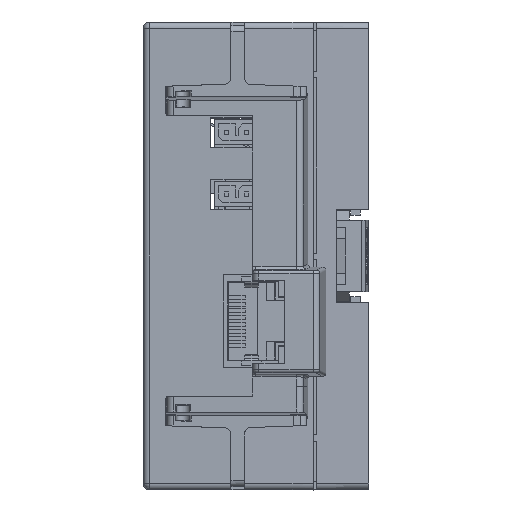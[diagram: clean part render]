
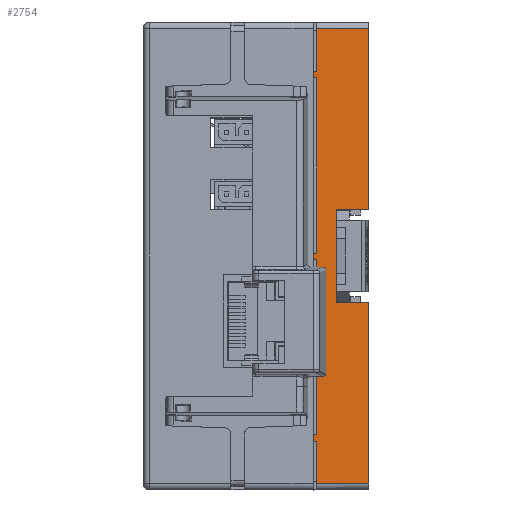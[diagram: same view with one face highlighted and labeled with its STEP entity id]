
A CAD part, left-side view. The second image highlights one B-rep face of the part: STEP entity #2754.
In plain terms, the highlighted planar face has unit normal (-1, -0.009, 0).
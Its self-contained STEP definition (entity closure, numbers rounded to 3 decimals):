
#1488=FACE_OUTER_BOUND('',#4695,.T.);
#2754=ADVANCED_FACE('',(#1488),#3637,.T.);
#3637=PLANE('',#25489);
#4695=EDGE_LOOP('',(#8293,#8294,#8295,#8296,#8297,#8298,#8299,#8300,#8301,
#8302,#8303,#8304,#8305,#8306,#8307,#8308,#8309,#8310,#8311,#8312));
#8293=ORIENTED_EDGE('',*,*,#16363,.T.);
#8294=ORIENTED_EDGE('',*,*,#16364,.T.);
#8295=ORIENTED_EDGE('',*,*,#16365,.T.);
#8296=ORIENTED_EDGE('',*,*,#16366,.T.);
#8297=ORIENTED_EDGE('',*,*,#16367,.F.);
#8298=ORIENTED_EDGE('',*,*,#16368,.F.);
#8299=ORIENTED_EDGE('',*,*,#16320,.T.);
#8300=ORIENTED_EDGE('',*,*,#16369,.T.);
#8301=ORIENTED_EDGE('',*,*,#15422,.T.);
#8302=ORIENTED_EDGE('',*,*,#16370,.T.);
#8303=ORIENTED_EDGE('',*,*,#16371,.T.);
#8304=ORIENTED_EDGE('',*,*,#16372,.T.);
#8305=ORIENTED_EDGE('',*,*,#16323,.T.);
#8306=ORIENTED_EDGE('',*,*,#16373,.F.);
#8307=ORIENTED_EDGE('',*,*,#16374,.T.);
#8308=ORIENTED_EDGE('',*,*,#16375,.T.);
#8309=ORIENTED_EDGE('',*,*,#16376,.T.);
#8310=ORIENTED_EDGE('',*,*,#16377,.T.);
#8311=ORIENTED_EDGE('',*,*,#16378,.T.);
#8312=ORIENTED_EDGE('',*,*,#16379,.T.);
#12290=VERTEX_POINT('',#35404);
#12291=VERTEX_POINT('',#35406);
#13029=VERTEX_POINT('',#37267);
#13030=VERTEX_POINT('',#37269);
#13031=VERTEX_POINT('',#37273);
#13032=VERTEX_POINT('',#37275);
#13063=VERTEX_POINT('',#37355);
#13064=VERTEX_POINT('',#37356);
#13065=VERTEX_POINT('',#37358);
#13066=VERTEX_POINT('',#37360);
#13067=VERTEX_POINT('',#37362);
#13068=VERTEX_POINT('',#37364);
#13069=VERTEX_POINT('',#37368);
#13070=VERTEX_POINT('',#37370);
#13071=VERTEX_POINT('',#37373);
#13072=VERTEX_POINT('',#37375);
#13073=VERTEX_POINT('',#37377);
#13074=VERTEX_POINT('',#37379);
#13075=VERTEX_POINT('',#37381);
#13076=VERTEX_POINT('',#37383);
#15422=EDGE_CURVE('',#12291,#12290,#19195,.T.);
#16320=EDGE_CURVE('',#13029,#13030,#19917,.T.);
#16323=EDGE_CURVE('',#13031,#13032,#19918,.T.);
#16363=EDGE_CURVE('',#13063,#13064,#19958,.T.);
#16364=EDGE_CURVE('',#13064,#13065,#19959,.T.);
#16365=EDGE_CURVE('',#13065,#13066,#19960,.T.);
#16366=EDGE_CURVE('',#13066,#13067,#19961,.T.);
#16367=EDGE_CURVE('',#13068,#13067,#19962,.T.);
#16368=EDGE_CURVE('',#13029,#13068,#19963,.T.);
#16369=EDGE_CURVE('',#13030,#12291,#19964,.T.);
#16370=EDGE_CURVE('',#12290,#13069,#19965,.T.);
#16371=EDGE_CURVE('',#13069,#13070,#19966,.T.);
#16372=EDGE_CURVE('',#13070,#13031,#19967,.T.);
#16373=EDGE_CURVE('',#13071,#13032,#19968,.T.);
#16374=EDGE_CURVE('',#13071,#13072,#19969,.T.);
#16375=EDGE_CURVE('',#13072,#13073,#19970,.T.);
#16376=EDGE_CURVE('',#13073,#13074,#19971,.T.);
#16377=EDGE_CURVE('',#13074,#13075,#19972,.T.);
#16378=EDGE_CURVE('',#13075,#13076,#19973,.T.);
#16379=EDGE_CURVE('',#13076,#13063,#19974,.T.);
#19195=LINE('',#35405,#22452);
#19917=LINE('',#37270,#23174);
#19918=LINE('',#37276,#23175);
#19958=LINE('',#37354,#23215);
#19959=LINE('',#37357,#23216);
#19960=LINE('',#37359,#23217);
#19961=LINE('',#37361,#23218);
#19962=LINE('',#37363,#23219);
#19963=LINE('',#37365,#23220);
#19964=LINE('',#37366,#23221);
#19965=LINE('',#37367,#23222);
#19966=LINE('',#37369,#23223);
#19967=LINE('',#37371,#23224);
#19968=LINE('',#37372,#23225);
#19969=LINE('',#37374,#23226);
#19970=LINE('',#37376,#23227);
#19971=LINE('',#37378,#23228);
#19972=LINE('',#37380,#23229);
#19973=LINE('',#37382,#23230);
#19974=LINE('',#37384,#23231);
#22452=VECTOR('',#28206,1.);
#23174=VECTOR('',#29734,1.);
#23175=VECTOR('',#29741,1.);
#23215=VECTOR('',#29797,1.);
#23216=VECTOR('',#29798,1.);
#23217=VECTOR('',#29799,1.);
#23218=VECTOR('',#29800,1.);
#23219=VECTOR('',#29801,1.);
#23220=VECTOR('',#29802,1.);
#23221=VECTOR('',#29803,1.);
#23222=VECTOR('',#29804,1.);
#23223=VECTOR('',#29805,1.);
#23224=VECTOR('',#29806,1.);
#23225=VECTOR('',#29807,1.);
#23226=VECTOR('',#29808,1.);
#23227=VECTOR('',#29809,1.);
#23228=VECTOR('',#29810,1.);
#23229=VECTOR('',#29811,1.);
#23230=VECTOR('',#29812,1.);
#23231=VECTOR('',#29813,1.);
#25489=AXIS2_PLACEMENT_3D('',#37385,#29814,#29815);
#28206=DIRECTION('',(-0.009,1.,0.009));
#29734=DIRECTION('',(0.009,-1.,0.009));
#29741=DIRECTION('',(-0.009,1.,0.009));
#29797=DIRECTION('',(0.009,-1.,0.));
#29798=DIRECTION('',(0.,0.,-1.));
#29799=DIRECTION('',(-0.009,1.,0.));
#29800=DIRECTION('',(0.,0.,-1.));
#29801=DIRECTION('',(-0.009,1.,0.));
#29802=DIRECTION('',(0.,0.,1.));
#29803=DIRECTION('',(0.,0.,1.));
#29804=DIRECTION('',(0.,0.,1.));
#29805=DIRECTION('',(0.009,-1.,0.009));
#29806=DIRECTION('',(0.,0.,1.));
#29807=DIRECTION('',(0.,0.,1.));
#29808=DIRECTION('',(-0.009,1.,0.));
#29809=DIRECTION('',(0.,0.,-1.));
#29810=DIRECTION('',(0.009,-1.,0.));
#29811=DIRECTION('',(0.,0.,-1.));
#29812=DIRECTION('',(-0.009,1.,0.));
#29813=DIRECTION('',(0.,0.,-1.));
#29814=DIRECTION('',(-1.,-0.009,0.));
#29815=DIRECTION('',(0.,0.,1.));
#35404=CARTESIAN_POINT('',(-44.974,5.,-7.1));
#35405=CARTESIAN_POINT('',(-44.93,0.,-7.144));
#35406=CARTESIAN_POINT('',(-44.93,0.,-7.144));
#37267=CARTESIAN_POINT('',(-45.,8.,-34.9));
#37269=CARTESIAN_POINT('',(-44.93,0.,-34.83));
#37270=CARTESIAN_POINT('',(-44.93,0.009,-34.83));
#37273=CARTESIAN_POINT('',(-44.93,0.,34.83));
#37275=CARTESIAN_POINT('',(-45.,8.,34.9));
#37276=CARTESIAN_POINT('',(-45.,8.009,34.9));
#37354=CARTESIAN_POINT('',(-44.93,0.,-0.576));
#37355=CARTESIAN_POINT('',(-45.004,8.5,-0.576));
#37356=CARTESIAN_POINT('',(-45.,8.,-0.576));
#37357=CARTESIAN_POINT('',(-45.,8.,0.5));
#37358=CARTESIAN_POINT('',(-45.,8.,-27.426));
#37359=CARTESIAN_POINT('',(-45.,8.,-27.426));
#37360=CARTESIAN_POINT('',(-45.004,8.5,-27.426));
#37361=CARTESIAN_POINT('',(-45.004,8.5,-27.426));
#37362=CARTESIAN_POINT('',(-45.004,8.5,-28.426));
#37363=CARTESIAN_POINT('',(-45.004,8.5,-28.426));
#37364=CARTESIAN_POINT('',(-45.,8.,-28.426));
#37365=CARTESIAN_POINT('',(-45.,8.,-35.4));
#37366=CARTESIAN_POINT('',(-44.93,0.,-35.33));
#37367=CARTESIAN_POINT('',(-44.974,5.,3.522));
#37368=CARTESIAN_POINT('',(-44.974,5.,7.1));
#37369=CARTESIAN_POINT('',(-44.974,5.,7.1));
#37370=CARTESIAN_POINT('',(-44.93,0.,7.144));
#37371=CARTESIAN_POINT('',(-44.93,0.,7.144));
#37372=CARTESIAN_POINT('',(-45.,8.,28.35));
#37373=CARTESIAN_POINT('',(-45.,8.,28.35));
#37374=CARTESIAN_POINT('',(-45.,8.,28.35));
#37375=CARTESIAN_POINT('',(-45.004,8.5,28.35));
#37376=CARTESIAN_POINT('',(-45.004,8.5,28.35));
#37377=CARTESIAN_POINT('',(-45.004,8.5,27.35));
#37378=CARTESIAN_POINT('',(-45.004,8.5,27.35));
#37379=CARTESIAN_POINT('',(-45.,8.,27.35));
#37380=CARTESIAN_POINT('',(-45.,8.,0.5));
#37381=CARTESIAN_POINT('',(-45.,8.,0.424));
#37382=CARTESIAN_POINT('',(-44.978,5.484,0.424));
#37383=CARTESIAN_POINT('',(-45.004,8.5,0.424));
#37384=CARTESIAN_POINT('',(-45.004,8.5,-0.076));
#37385=CARTESIAN_POINT('',(-44.93,0.,0.));
